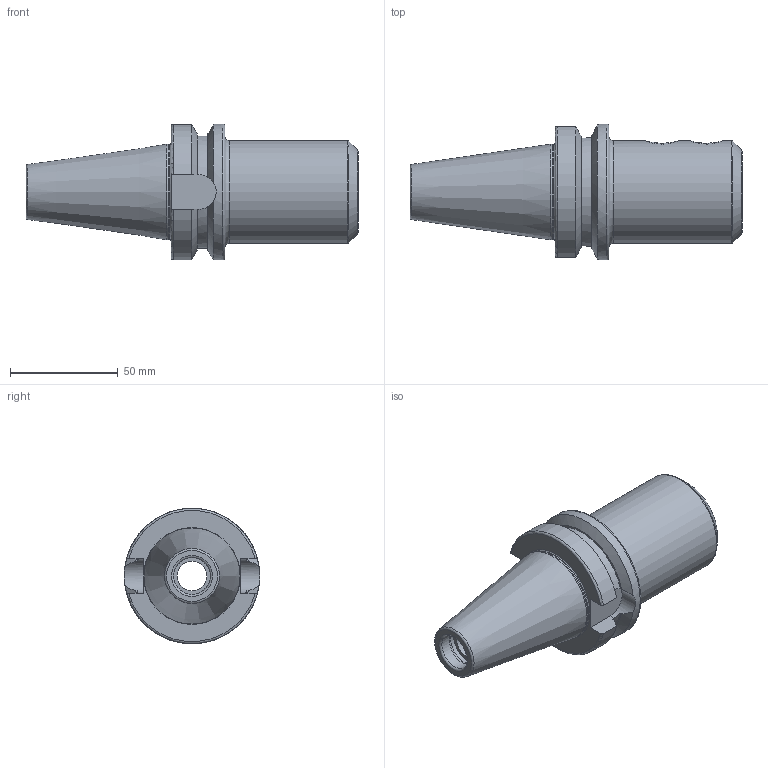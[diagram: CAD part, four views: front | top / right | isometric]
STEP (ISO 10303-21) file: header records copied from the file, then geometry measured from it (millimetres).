
FILE_DESCRIPTION(/* description */ (''),/* implementation_level */ '2;1');
FILE_NAME(/* name */ 'AH012B25.stp',/* time_stamp */ '2022-10-11T11:11:41+09:00',/* author */ ('YSH'),/* organization */ (''),/* preprocessor_version */ 'ST-DEVELOPER v18.1',/* originating_system */ 'Autodesk Inventor 2022',/* authorisation */ '');
FILE_SCHEMA (('AUTOMOTIVE_DESIGN { 1 0 10303 214 3 1 1 }'));
Length unit declared in the file: millimetre
Products named in the file (1): LO-BT40-EMH22.225-88.9
Bounding box: 154.3 x 63 x 63 mm (x, y, z)
Volume: 187422 mm3; surface area: 37364.3 mm2
Topology: 1 solids, 1 shells, 55 faces, 139 edges, 92 vertices
Faces by surface type: plane 18, cylinder 16, torus 10, cone 9, bspline 2
Full cylindrical faces by diameter (mm): 13.835 x1, 14.351 x2, 17 x1, 17.6 x1, 22.225 x1, 23.425 x1, 44 x1, 47.752 x1, 63 x1
Entity records: 2240 total; most frequent: CARTESIAN_POINT 860, DIRECTION 281, ORIENTED_EDGE 278, EDGE_CURVE 139, AXIS2_PLACEMENT_3D 117, VERTEX_POINT 92, EDGE_LOOP 67, CIRCLE 63
